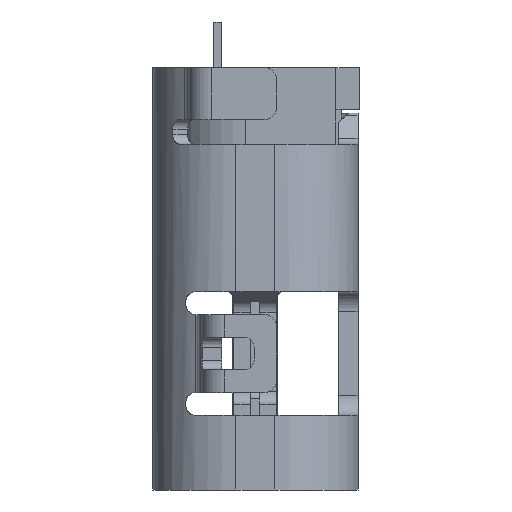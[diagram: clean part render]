
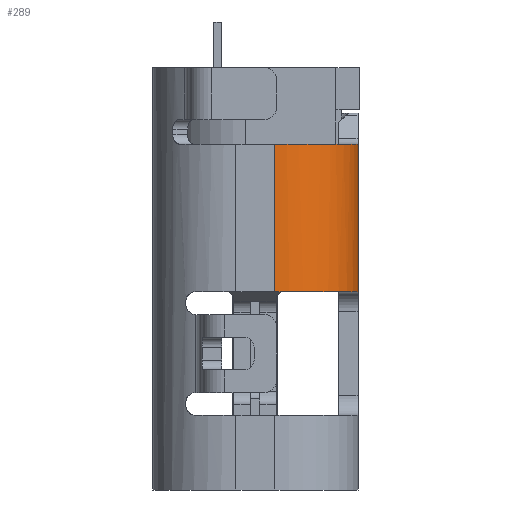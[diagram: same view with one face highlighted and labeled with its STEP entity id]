
A CAD part, left-side view. The second image highlights one B-rep face of the part: STEP entity #289.
In plain terms, the highlighted cylindrical face has radius 1.28 mm (diameter 2.56 mm), a partial arc.
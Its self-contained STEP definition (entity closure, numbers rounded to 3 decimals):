
#289=ADVANCED_FACE('',(#1233),#1234,.T.);
#1233=FACE_OUTER_BOUND('',#2751,.T.);
#1234=CYLINDRICAL_SURFACE('',#2752,1.28);
#2751=EDGE_LOOP('',(#5400,#5401,#5402,#5403,#5404,#5405));
#2752=AXIS2_PLACEMENT_3D('',#5406,#5407,#5408);
#5400=ORIENTED_EDGE('',*,*,#10882,.T.);
#5401=ORIENTED_EDGE('',*,*,#10883,.F.);
#5402=ORIENTED_EDGE('',*,*,#10884,.T.);
#5403=ORIENTED_EDGE('',*,*,#10885,.F.);
#5404=ORIENTED_EDGE('',*,*,#10881,.F.);
#5405=ORIENTED_EDGE('',*,*,#10886,.F.);
#5406=CARTESIAN_POINT('',(-3.19,-0.29,1.));
#5407=DIRECTION('',(0.0,0.0,1.0));
#5408=DIRECTION('',(-1.0,0.0,0.0));
#10881=EDGE_CURVE('',#13448,#13433,#13451,.T.);
#10882=EDGE_CURVE('',#13452,#13453,#13454,.T.);
#10883=EDGE_CURVE('',#13455,#13453,#13456,.T.);
#10884=EDGE_CURVE('',#13455,#13457,#13458,.T.);
#10885=EDGE_CURVE('',#13433,#13457,#13459,.T.);
#10886=EDGE_CURVE('',#13452,#13448,#13460,.T.);
#13433=VERTEX_POINT('',#17447);
#13448=VERTEX_POINT('',#17478);
#13451=CIRCLE('',#17483,1.28);
#13452=VERTEX_POINT('',#17484);
#13453=VERTEX_POINT('',#17485);
#13454=LINE('',#17486,#17487);
#13455=VERTEX_POINT('',#17488);
#13456=CIRCLE('',#17489,1.28);
#13457=VERTEX_POINT('',#17490);
#13458=LINE('',#17491,#17492);
#13459=CIRCLE('',#17493,1.28);
#13460=CIRCLE('',#17494,1.28);
#17447=CARTESIAN_POINT('',(-4.059,-1.23,1.72));
#17478=CARTESIAN_POINT('',(-4.145,-1.142,1.72));
#17483=AXIS2_PLACEMENT_3D('',#21968,#21969,#21970);
#17484=CARTESIAN_POINT('',(-4.47,-0.29,1.72));
#17485=CARTESIAN_POINT('',(-4.47,-0.29,-0.55));
#17486=CARTESIAN_POINT('',(-4.47,-0.29,1.72));
#17487=VECTOR('',#21971,2.27);
#17488=CARTESIAN_POINT('',(-3.19,-1.57,-0.55));
#17489=AXIS2_PLACEMENT_3D('',#21972,#21973,#21974);
#17490=CARTESIAN_POINT('',(-3.19,-1.57,1.72));
#17491=CARTESIAN_POINT('',(-3.19,-1.57,-0.55));
#17492=VECTOR('',#21975,2.27);
#17493=AXIS2_PLACEMENT_3D('',#21976,#21977,#21978);
#17494=AXIS2_PLACEMENT_3D('',#21979,#21980,#21981);
#21968=CARTESIAN_POINT('',(-3.19,-0.29,1.72));
#21969=DIRECTION('',(0.0,0.0,1.0));
#21970=DIRECTION('',(-0.746,-0.666,0.0));
#21971=DIRECTION('',(0.0,0.0,-1.0));
#21972=CARTESIAN_POINT('',(-3.19,-0.29,-0.55));
#21973=DIRECTION('',(-0.0,0.0,-1.0));
#21974=DIRECTION('',(0.,-1.0,0.0));
#21975=DIRECTION('',(0.,0.0,1.0));
#21976=CARTESIAN_POINT('',(-3.19,-0.29,1.72));
#21977=DIRECTION('',(0.0,0.0,1.0));
#21978=DIRECTION('',(-0.679,-0.734,0.0));
#21979=CARTESIAN_POINT('',(-3.19,-0.29,1.72));
#21980=DIRECTION('',(0.0,0.0,1.0));
#21981=DIRECTION('',(-1.0,0.0,0.0));
